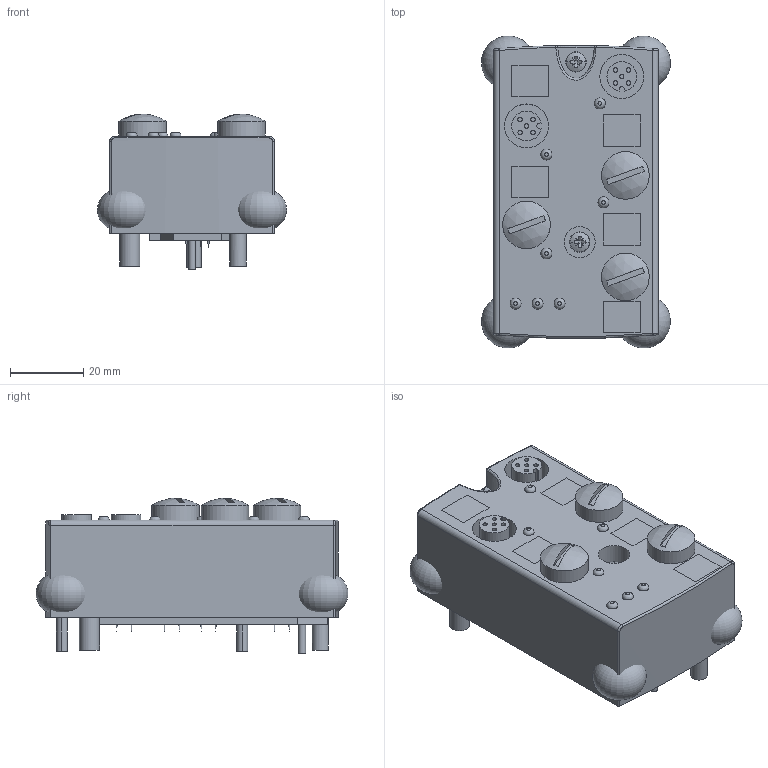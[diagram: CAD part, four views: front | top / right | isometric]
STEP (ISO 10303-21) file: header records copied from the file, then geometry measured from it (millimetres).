
FILE_DESCRIPTION(/* description */ ('Alibre Inc.'),/* implementation_level */ '2;1');
FILE_NAME(/* name */ 'export-1330B123-DEB3-4153-9822-EC414CC39DC9',/* time_stamp */ '2018-12-10T14:45:04+01:00',/* author */ (''),/* organization */ (''),/* preprocessor_version */ 'ST-DEVELOPER v17',/* originating_system */ 'Alibre',/* authorisation */ '');
FILE_SCHEMA (('AUTOMOTIVE_DESIGN'));
Length unit declared in the file: centimetre
Products named in the file (8): BENE INOX | 210216-3X30
Bounding box: 51.6 x 85.15 x 42.48 mm (x, y, z)
Volume: 104207.8 mm3; surface area: 30203.3 mm2
Topology: 24 solids, 26 shells, 565 faces, 1388 edges, 909 vertices
Faces by surface type: plane 249, cylinder 197, cone 60, torus 39, sphere 12, bspline 7, extrusion 1
Full cylindrical faces by diameter (mm): 1.2 x10, 2 x1, 3 x18, 3.5 x2, 4.5 x1, 5.5 x1, 6 x4, 8 x3, 8.5 x1, 12 x8, 13 x3
Entity records: 9448 total; most frequent: CARTESIAN_POINT 2921, DIRECTION 1268, ORIENTED_EDGE 1170, EDGE_CURVE 585, AXIS2_PLACEMENT_3D 567, VERTEX_POINT 426, FACE_BOUND 391, EDGE_LOOP 375
